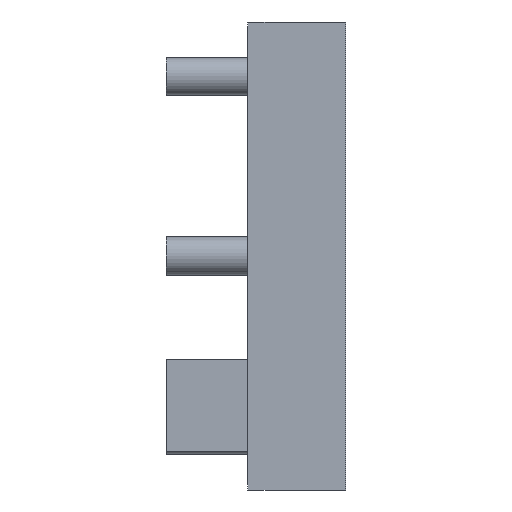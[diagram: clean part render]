
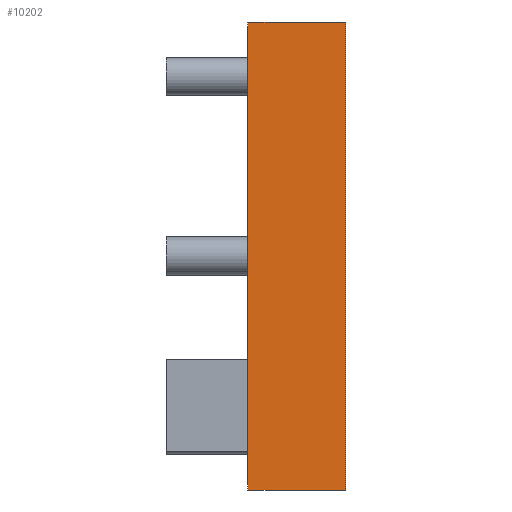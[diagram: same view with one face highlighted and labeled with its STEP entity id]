
A CAD part, left-side view. The second image highlights one B-rep face of the part: STEP entity #10202.
In plain terms, the highlighted planar face has unit normal (-1, 0, 0).
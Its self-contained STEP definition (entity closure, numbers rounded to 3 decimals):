
#90 = AXIS2_PLACEMENT_3D ( 'NONE', #7230, #6988, #13891 ) ;
#1083 = DIRECTION ( 'NONE',  ( 0., 0., 1. ) ) ;
#1394 = EDGE_CURVE ( 'NONE', #12750, #1515, #12562, .T. ) ;
#1515 = VERTEX_POINT ( 'NONE', #11962 ) ;
#2449 = ORIENTED_EDGE ( 'NONE', *, *, #3834, .T. ) ;
#3082 = CARTESIAN_POINT ( 'NONE',  ( -21.5, 9., 21.5 ) ) ;
#3834 = EDGE_CURVE ( 'NONE', #12750, #7889, #7753, .T. ) ;
#4296 = PLANE ( 'NONE',  #90 ) ;
#4959 = ORIENTED_EDGE ( 'NONE', *, *, #6771, .F. ) ;
#5382 = FACE_OUTER_BOUND ( 'NONE', #7458, .T. ) ;
#5589 = VECTOR ( 'NONE', #1083, 1000. ) ;
#5760 = ORIENTED_EDGE ( 'NONE', *, *, #15574, .T. ) ;
#6072 = CARTESIAN_POINT ( 'NONE',  ( -21.5, 9., 21.5 ) ) ;
#6182 = DIRECTION ( 'NONE',  ( 0., 0., 1. ) ) ;
#6286 = CARTESIAN_POINT ( 'NONE',  ( -21.5, 9., -21.5 ) ) ;
#6771 = EDGE_CURVE ( 'NONE', #1515, #13421, #9616, .T. ) ;
#6988 = DIRECTION ( 'NONE',  ( 1., 0., 0. ) ) ;
#7097 = LINE ( 'NONE', #14839, #5589 ) ;
#7230 = CARTESIAN_POINT ( 'NONE',  ( -21.5, 9., 21.5 ) ) ;
#7402 = DIRECTION ( 'NONE',  ( 0., -1., 0. ) ) ;
#7458 = EDGE_LOOP ( 'NONE', ( #5760, #4959, #9372, #2449 ) ) ;
#7753 = LINE ( 'NONE', #6286, #10533 ) ;
#7889 = VERTEX_POINT ( 'NONE', #12223 ) ;
#9372 = ORIENTED_EDGE ( 'NONE', *, *, #1394, .F. ) ;
#9616 = LINE ( 'NONE', #3082, #10474 ) ;
#10202 = ADVANCED_FACE ( 'NONE', ( #5382 ), #4296, .F. ) ;
#10474 = VECTOR ( 'NONE', #7402, 1000. ) ;
#10533 = VECTOR ( 'NONE', #15921, 1000. ) ;
#11962 = CARTESIAN_POINT ( 'NONE',  ( -21.5, 9., 21.5 ) ) ;
#12223 = CARTESIAN_POINT ( 'NONE',  ( -21.5, 0., -21.5 ) ) ;
#12265 = CARTESIAN_POINT ( 'NONE',  ( -21.5, 0., 21.5 ) ) ;
#12562 = LINE ( 'NONE', #6072, #16654 ) ;
#12750 = VERTEX_POINT ( 'NONE', #15014 ) ;
#13421 = VERTEX_POINT ( 'NONE', #12265 ) ;
#13891 = DIRECTION ( 'NONE',  ( 0., 0., -1. ) ) ;
#14839 = CARTESIAN_POINT ( 'NONE',  ( -21.5, 0., 21.5 ) ) ;
#15014 = CARTESIAN_POINT ( 'NONE',  ( -21.5, 9., -21.5 ) ) ;
#15574 = EDGE_CURVE ( 'NONE', #7889, #13421, #7097, .T. ) ;
#15921 = DIRECTION ( 'NONE',  ( 0., -1., 0. ) ) ;
#16654 = VECTOR ( 'NONE', #6182, 1000. ) ;
